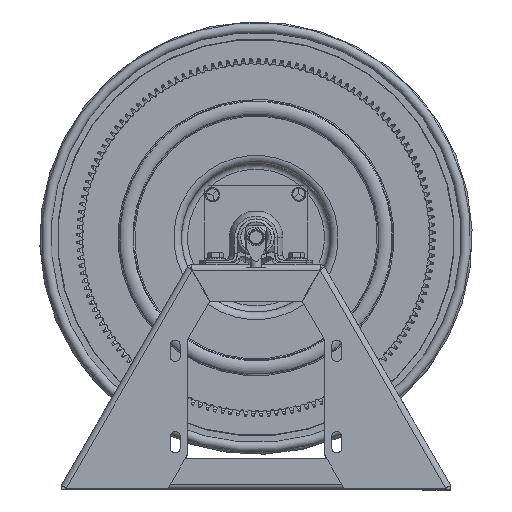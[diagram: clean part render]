
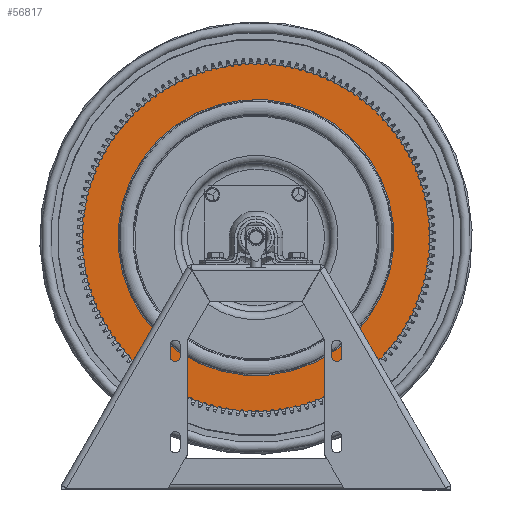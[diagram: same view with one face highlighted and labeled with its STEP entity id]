
A CAD part, top view. The second image highlights one B-rep face of the part: STEP entity #56817.
In plain terms, the highlighted planar face has unit normal (0, 0, 1).
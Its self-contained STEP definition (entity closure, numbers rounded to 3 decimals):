
#1272=FACE_BOUND('',#7697,.T.);
#3776=PLANE('',#60329);
#4857=FACE_OUTER_BOUND('',#7696,.T.);
#7696=EDGE_LOOP('',(#39447,#39448));
#7697=EDGE_LOOP('',(#39449,#39450));
#18923=CIRCLE('',#60326,5.667);
#18925=CIRCLE('',#60328,5.667);
#18926=CIRCLE('',#60330,7.159);
#18927=CIRCLE('',#60331,7.159);
#22093=VERTEX_POINT('',#86161);
#22094=VERTEX_POINT('',#86162);
#22095=VERTEX_POINT('',#86167);
#22096=VERTEX_POINT('',#86168);
#29102=EDGE_CURVE('',#22093,#22094,#18923,.T.);
#29104=EDGE_CURVE('',#22094,#22093,#18925,.T.);
#29105=EDGE_CURVE('',#22095,#22096,#18926,.T.);
#29106=EDGE_CURVE('',#22096,#22095,#18927,.T.);
#39447=ORIENTED_EDGE('',*,*,#29105,.T.);
#39448=ORIENTED_EDGE('',*,*,#29106,.T.);
#39449=ORIENTED_EDGE('',*,*,#29102,.F.);
#39450=ORIENTED_EDGE('',*,*,#29104,.F.);
#56817=ADVANCED_FACE('',(#4857,#1272),#3776,.T.);
#60326=AXIS2_PLACEMENT_3D('',#86163,#67125,#67126);
#60328=AXIS2_PLACEMENT_3D('',#86165,#67129,#67130);
#60329=AXIS2_PLACEMENT_3D('',#86166,#67131,#67132);
#60330=AXIS2_PLACEMENT_3D('',#86169,#67133,#67134);
#60331=AXIS2_PLACEMENT_3D('',#86170,#67135,#67136);
#67125=DIRECTION('center_axis',(0.,0.,
1.));
#67126=DIRECTION('ref_axis',(0.712,-0.702,0.));
#67129=DIRECTION('center_axis',(0.,0.,
1.));
#67130=DIRECTION('ref_axis',(0.712,-0.702,0.));
#67131=DIRECTION('center_axis',(0.,0.,
1.));
#67132=DIRECTION('ref_axis',(-0.702,-0.712,0.));
#67133=DIRECTION('center_axis',(0.,0.,
1.));
#67134=DIRECTION('ref_axis',(0.712,-0.702,0.));
#67135=DIRECTION('center_axis',(0.,0.,
1.));
#67136=DIRECTION('ref_axis',(0.712,-0.702,0.));
#86161=CARTESIAN_POINT('',(4.034,-2.762,14.048));
#86162=CARTESIAN_POINT('',(3.98,5.252,14.048));
#86163=CARTESIAN_POINT('Origin',(0.,1.218,14.048));
#86165=CARTESIAN_POINT('Origin',(0.,1.218,14.048));
#86166=CARTESIAN_POINT('Origin',(4.565,-3.286,14.048));
#86167=CARTESIAN_POINT('',(5.096,-3.81,14.048));
#86168=CARTESIAN_POINT('',(5.028,6.315,14.048));
#86169=CARTESIAN_POINT('Origin',(0.,1.218,14.048));
#86170=CARTESIAN_POINT('Origin',(0.,1.218,14.048));
